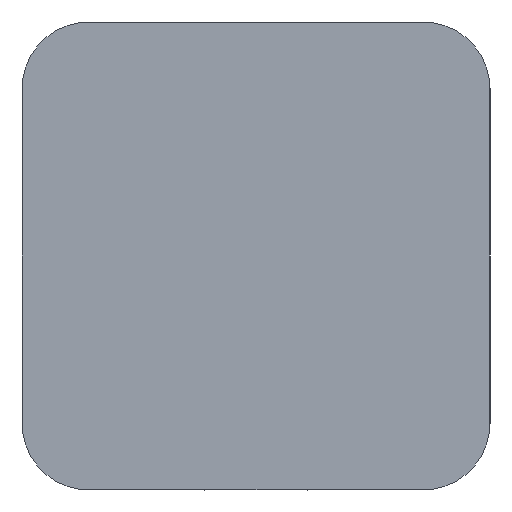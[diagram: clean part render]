
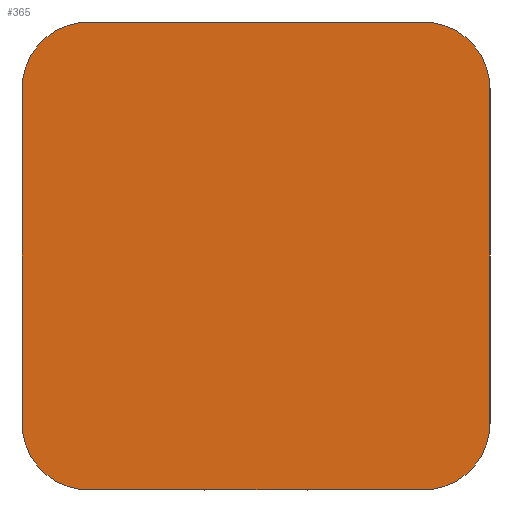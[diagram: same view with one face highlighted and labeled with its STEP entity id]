
A CAD part, left-side view. The second image highlights one B-rep face of the part: STEP entity #365.
In plain terms, the highlighted planar face has unit normal (-1, 0, 0).
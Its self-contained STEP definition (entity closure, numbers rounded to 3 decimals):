
#84=CARTESIAN_POINT('',(-12.5,-5.0,14.));
#85=VERTEX_POINT('',#84);
#92=CARTESIAN_POINT('',(-12.5,-7.,12.));
#93=VERTEX_POINT('',#92);
#94=CARTESIAN_POINT('',(-12.5,-5.0,12.));
#95=DIRECTION('',(1.0,0.0,0.0));
#96=DIRECTION('',(0.0,-0.707,0.707));
#97=AXIS2_PLACEMENT_3D('',#94,#95,#96);
#98=CIRCLE('',#97,2.0);
#99=EDGE_CURVE('',#85,#93,#98,.T.);
#124=CARTESIAN_POINT('',(-12.5,5.,14.));
#125=VERTEX_POINT('',#124);
#132=CARTESIAN_POINT('',(-12.5,5.,14.));
#133=DIRECTION('',(0.0,-1.0,0.0));
#134=VECTOR('',#133,10.0);
#135=LINE('',#132,#134);
#136=EDGE_CURVE('',#125,#85,#135,.T.);
#227=CARTESIAN_POINT('',(-12.5,7.,12.));
#228=VERTEX_POINT('',#227);
#229=CARTESIAN_POINT('',(-12.5,5.0,12.));
#230=DIRECTION('',(1.0,0.0,0.0));
#231=DIRECTION('',(0.0,0.707,0.707));
#232=AXIS2_PLACEMENT_3D('',#229,#230,#231);
#233=CIRCLE('',#232,2.0);
#234=EDGE_CURVE('',#228,#125,#233,.T.);
#254=CARTESIAN_POINT('',(-12.5,7.,2.0));
#255=VERTEX_POINT('',#254);
#262=CARTESIAN_POINT('',(-12.5,7.,2.0));
#263=DIRECTION('',(0.0,0.0,1.0));
#264=VECTOR('',#263,10.);
#265=LINE('',#262,#264);
#266=EDGE_CURVE('',#255,#228,#265,.T.);
#276=CARTESIAN_POINT('',(-12.5,-7.,2.0));
#277=VERTEX_POINT('',#276);
#278=CARTESIAN_POINT('',(-12.5,-5.0,0.0));
#279=VERTEX_POINT('',#278);
#280=CARTESIAN_POINT('',(-12.5,-5.0,2.0));
#281=DIRECTION('',(1.0,0.0,0.0));
#282=DIRECTION('',(0.0,-0.707,-0.707));
#283=AXIS2_PLACEMENT_3D('',#280,#281,#282);
#284=CIRCLE('',#283,2.0);
#285=EDGE_CURVE('',#277,#279,#284,.T.);
#309=CARTESIAN_POINT('',(-12.5,-7.,2.0));
#310=DIRECTION('',(0.0,0.0,1.0));
#311=VECTOR('',#310,10.);
#312=LINE('',#309,#311);
#313=EDGE_CURVE('',#277,#93,#312,.T.);
#326=CARTESIAN_POINT('',(-12.5,5.,0.0));
#327=VERTEX_POINT('',#326);
#334=CARTESIAN_POINT('',(-12.5,5.0,2.0));
#335=DIRECTION('',(1.0,0.0,0.0));
#336=DIRECTION('',(0.0,0.707,-0.707));
#337=AXIS2_PLACEMENT_3D('',#334,#335,#336);
#338=CIRCLE('',#337,2.0);
#339=EDGE_CURVE('',#327,#255,#338,.T.);
#345=CARTESIAN_POINT('',(-12.5,7.,0.0));
#346=DIRECTION('',(-1.0,0.0,0.0));
#347=DIRECTION('',(0.0,-1.0,0.0));
#348=AXIS2_PLACEMENT_3D('',#345,#346,#347);
#349=PLANE('',#348);
#350=ORIENTED_EDGE('',*,*,#99,.F.);
#351=ORIENTED_EDGE('',*,*,#136,.F.);
#352=ORIENTED_EDGE('',*,*,#234,.F.);
#353=ORIENTED_EDGE('',*,*,#266,.F.);
#354=ORIENTED_EDGE('',*,*,#339,.F.);
#355=CARTESIAN_POINT('',(-12.5,-5.0,0.0));
#356=DIRECTION('',(0.0,1.0,0.0));
#357=VECTOR('',#356,10.0);
#358=LINE('',#355,#357);
#359=EDGE_CURVE('',#279,#327,#358,.T.);
#360=ORIENTED_EDGE('',*,*,#359,.F.);
#361=ORIENTED_EDGE('',*,*,#285,.F.);
#362=ORIENTED_EDGE('',*,*,#313,.T.);
#363=EDGE_LOOP('',(#350,#351,#352,#353,#354,#360,#361,#362));
#364=FACE_OUTER_BOUND('',#363,.T.);
#365=ADVANCED_FACE('',(#364),#349,.T.);
